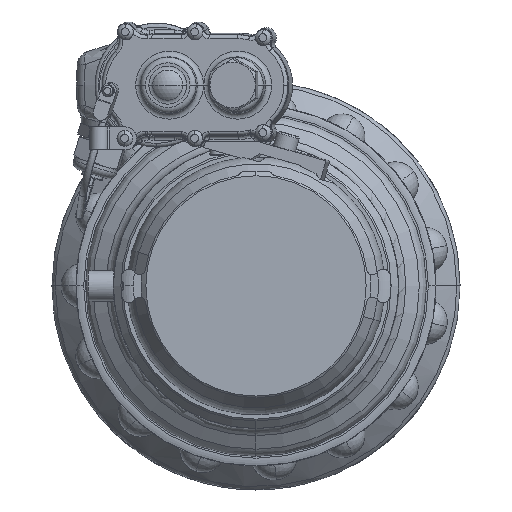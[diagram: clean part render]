
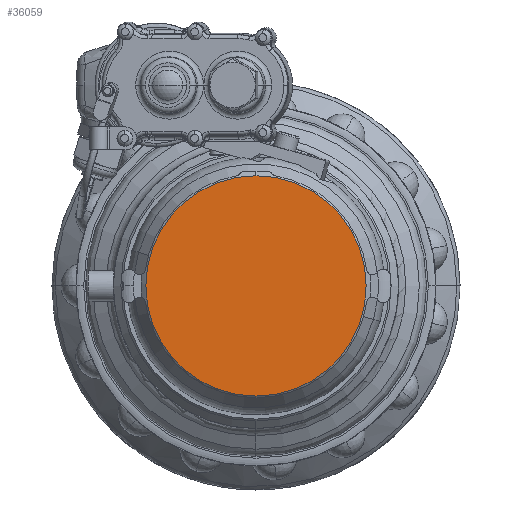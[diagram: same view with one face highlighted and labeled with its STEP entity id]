
A CAD part, front view. The second image highlights one B-rep face of the part: STEP entity #36059.
In plain terms, the highlighted planar face has unit normal (0, -1, 0).
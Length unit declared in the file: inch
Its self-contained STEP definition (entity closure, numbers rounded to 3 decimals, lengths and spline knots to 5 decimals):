
#1001 = CARTESIAN_POINT ( 'NONE',  ( 0., -3.94, 1.8115 ) ) ;
#1410 = FACE_OUTER_BOUND ( 'NONE', #27670, .T. ) ;
#1607 = EDGE_CURVE ( 'NONE', #36568, #36173, #30997, .T. ) ;
#3512 = AXIS2_PLACEMENT_3D ( 'NONE', #28627, #31515, #14416 ) ;
#4070 = CIRCLE ( 'NONE', #14233, 1.8115 ) ;
#5863 = DIRECTION ( 'NONE',  ( 0., 0., -1. ) ) ;
#7778 = ORIENTED_EDGE ( 'NONE', *, *, #1607, .T. ) ;
#8652 = PLANE ( 'NONE',  #3512 ) ;
#8759 = CARTESIAN_POINT ( 'NONE',  ( 0., -3.94, 0. ) ) ;
#9241 = CARTESIAN_POINT ( 'NONE',  ( 0., -3.94, -1.8115 ) ) ;
#10275 = DIRECTION ( 'NONE',  ( 0., -1., 0. ) ) ;
#14233 = AXIS2_PLACEMENT_3D ( 'NONE', #27385, #10275, #30284 ) ;
#14416 = DIRECTION ( 'NONE',  ( 0., 0., 1. ) ) ;
#20756 = ORIENTED_EDGE ( 'NONE', *, *, #27263, .T. ) ;
#23762 = AXIS2_PLACEMENT_3D ( 'NONE', #8759, #25847, #5863 ) ;
#25847 = DIRECTION ( 'NONE',  ( 0., -1., 0. ) ) ;
#27263 = EDGE_CURVE ( 'NONE', #36173, #36568, #4070, .T. ) ;
#27385 = CARTESIAN_POINT ( 'NONE',  ( 0., -3.94, 0. ) ) ;
#27670 = EDGE_LOOP ( 'NONE', ( #7778, #20756 ) ) ;
#28627 = CARTESIAN_POINT ( 'NONE',  ( 2.52076, -3.94, -2.54688 ) ) ;
#30284 = DIRECTION ( 'NONE',  ( 0., 0., -1. ) ) ;
#30997 = CIRCLE ( 'NONE', #23762, 1.8115 ) ;
#31515 = DIRECTION ( 'NONE',  ( 0., -1., 0. ) ) ;
#36059 = ADVANCED_FACE ( 'NONE', ( #1410 ), #8652, .T. ) ;
#36173 = VERTEX_POINT ( 'NONE', #1001 ) ;
#36568 = VERTEX_POINT ( 'NONE', #9241 ) ;
